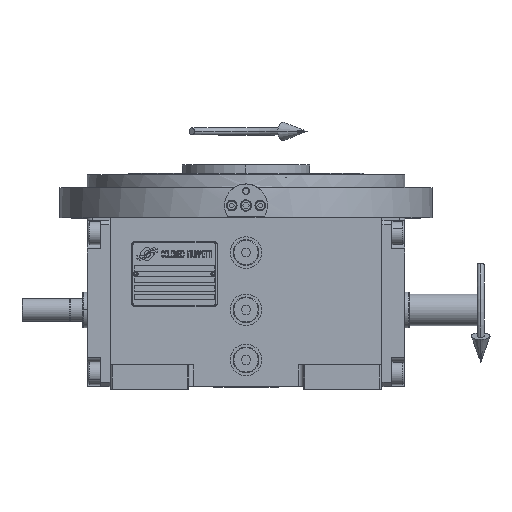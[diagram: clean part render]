
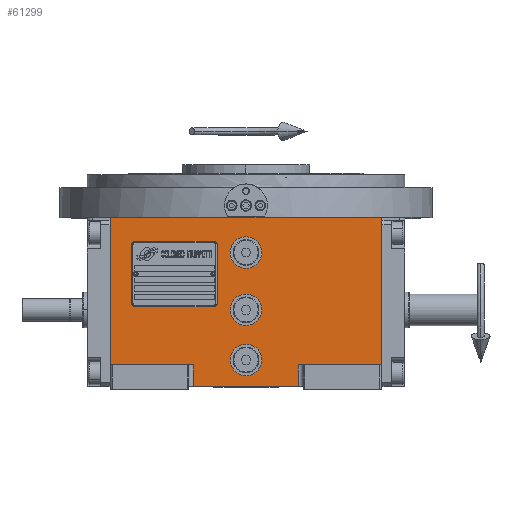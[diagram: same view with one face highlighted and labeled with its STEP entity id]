
A CAD part, top view. The second image highlights one B-rep face of the part: STEP entity #61299.
In plain terms, the highlighted planar face has unit normal (0, 0, 1).
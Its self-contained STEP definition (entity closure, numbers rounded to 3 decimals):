
#495 = EDGE_CURVE ( 'NONE', #25713, #4508, #22240, .T. ) ;
#693 = CIRCLE ( 'NONE', #21832, 11. ) ;
#806 = DIRECTION ( 'NONE',  ( 1., 0., 0. ) ) ;
#1071 = AXIS2_PLACEMENT_3D ( 'NONE', #32189, #53408, #52376 ) ;
#1330 = DIRECTION ( 'NONE',  ( 1., 0., 0. ) ) ;
#1468 = CIRCLE ( 'NONE', #21460, 11. ) ;
#4508 = VERTEX_POINT ( 'NONE', #5765 ) ;
#4528 = VERTEX_POINT ( 'NONE', #16213 ) ;
#5765 = CARTESIAN_POINT ( 'NONE',  ( 94.5, -38.5, 163.5 ) ) ;
#5957 = VERTEX_POINT ( 'NONE', #41928 ) ;
#6763 = EDGE_LOOP ( 'NONE', ( #14996, #57597, #22899, #51138, #31044, #30846, #55089, #26085 ) ) ;
#7476 = EDGE_CURVE ( 'NONE', #67404, #64489, #68483, .T. ) ;
#7732 = CIRCLE ( 'NONE', #1071, 11. ) ;
#7883 = ORIENTED_EDGE ( 'NONE', *, *, #35367, .F. ) ;
#7968 = VECTOR ( 'NONE', #12997, 1000. ) ;
#8342 = LINE ( 'NONE', #35854, #47559 ) ;
#8845 = ORIENTED_EDGE ( 'NONE', *, *, #9428, .F. ) ;
#9309 = DIRECTION ( 'NONE',  ( 0., 1., 0. ) ) ;
#9428 = EDGE_CURVE ( 'NONE', #65474, #18538, #693, .T. ) ;
#9764 = VERTEX_POINT ( 'NONE', #44943 ) ;
#12471 = CARTESIAN_POINT ( 'NONE',  ( 0., 0., 163.5 ) ) ;
#12997 = DIRECTION ( 'NONE',  ( 1., 0., 0. ) ) ;
#13309 = LINE ( 'NONE', #23756, #61075 ) ;
#13473 = DIRECTION ( 'NONE',  ( 0., -1., 0. ) ) ;
#14996 = ORIENTED_EDGE ( 'NONE', *, *, #66360, .T. ) ;
#15173 = EDGE_LOOP ( 'NONE', ( #7883, #27874 ) ) ;
#15272 = FACE_OUTER_BOUND ( 'NONE', #6763, .T. ) ;
#15751 = DIRECTION ( 'NONE',  ( 0., 0., 1. ) ) ;
#16213 = CARTESIAN_POINT ( 'NONE',  ( 11., 40., 163.5 ) ) ;
#17912 = VECTOR ( 'NONE', #13473, 1000. ) ;
#17978 = AXIS2_PLACEMENT_3D ( 'NONE', #50848, #51187, #28589 ) ;
#18207 = CARTESIAN_POINT ( 'NONE',  ( -94.5, 64.5, 163.5 ) ) ;
#18538 = VERTEX_POINT ( 'NONE', #43876 ) ;
#20983 = EDGE_CURVE ( 'NONE', #4528, #42458, #62452, .T. ) ;
#21098 = EDGE_CURVE ( 'NONE', #64489, #25491, #39117, .T. ) ;
#21198 = DIRECTION ( 'NONE',  ( 0., 0., 1. ) ) ;
#21308 = CIRCLE ( 'NONE', #17978, 11. ) ;
#21460 = AXIS2_PLACEMENT_3D ( 'NONE', #42442, #21198, #52904 ) ;
#21832 = AXIS2_PLACEMENT_3D ( 'NONE', #52329, #15751, #53357 ) ;
#22240 = LINE ( 'NONE', #27826, #48666 ) ;
#22899 = ORIENTED_EDGE ( 'NONE', *, *, #495, .T. ) ;
#23296 = LINE ( 'NONE', #30163, #23962 ) ;
#23607 = CARTESIAN_POINT ( 'NONE',  ( -11., 40., 163.5 ) ) ;
#23679 = ORIENTED_EDGE ( 'NONE', *, *, #40574, .F. ) ;
#23756 = CARTESIAN_POINT ( 'NONE',  ( -94.5, -38.5, 163.5 ) ) ;
#23867 = AXIS2_PLACEMENT_3D ( 'NONE', #37555, #68893, #52542 ) ;
#23962 = VECTOR ( 'NONE', #44520, 1000. ) ;
#24096 = ORIENTED_EDGE ( 'NONE', *, *, #20983, .F. ) ;
#24875 = EDGE_LOOP ( 'NONE', ( #24096, #47752 ) ) ;
#25251 = DIRECTION ( 'NONE',  ( 0., 1., 0. ) ) ;
#25291 = EDGE_CURVE ( 'NONE', #67404, #48830, #13309, .T. ) ;
#25491 = VERTEX_POINT ( 'NONE', #51940 ) ;
#25713 = VERTEX_POINT ( 'NONE', #56039 ) ;
#26085 = ORIENTED_EDGE ( 'NONE', *, *, #63697, .F. ) ;
#27826 = CARTESIAN_POINT ( 'NONE',  ( 37., -38.5, 163.5 ) ) ;
#27874 = ORIENTED_EDGE ( 'NONE', *, *, #40190, .F. ) ;
#28589 = DIRECTION ( 'NONE',  ( -1., 0., 0. ) ) ;
#30163 = CARTESIAN_POINT ( 'NONE',  ( -37., -53.5, 163.5 ) ) ;
#30846 = ORIENTED_EDGE ( 'NONE', *, *, #7476, .F. ) ;
#31044 = ORIENTED_EDGE ( 'NONE', *, *, #21098, .F. ) ;
#32189 = CARTESIAN_POINT ( 'NONE',  ( 0., 40., 163.5 ) ) ;
#32453 = CARTESIAN_POINT ( 'NONE',  ( 11., -35., 163.5 ) ) ;
#33667 = VECTOR ( 'NONE', #9309, 1000. ) ;
#34940 = VERTEX_POINT ( 'NONE', #32453 ) ;
#35104 = DIRECTION ( 'NONE',  ( -1., 0., 0. ) ) ;
#35367 = EDGE_CURVE ( 'NONE', #34940, #5957, #1468, .T. ) ;
#35854 = CARTESIAN_POINT ( 'NONE',  ( -37., -53.5, 163.5 ) ) ;
#36873 = FACE_BOUND ( 'NONE', #64601, .T. ) ;
#37377 = VERTEX_POINT ( 'NONE', #48418 ) ;
#37393 = CARTESIAN_POINT ( 'NONE',  ( 0., 40., 163.5 ) ) ;
#37555 = CARTESIAN_POINT ( 'NONE',  ( -94.5, -53.5, 163.5 ) ) ;
#39117 = LINE ( 'NONE', #18207, #7968 ) ;
#40190 = EDGE_CURVE ( 'NONE', #5957, #34940, #21308, .T. ) ;
#40574 = EDGE_CURVE ( 'NONE', #18538, #65474, #47708, .T. ) ;
#41307 = EDGE_CURVE ( 'NONE', #42458, #4528, #7732, .T. ) ;
#41343 = CARTESIAN_POINT ( 'NONE',  ( -94.5, -38.5, 163.5 ) ) ;
#41928 = CARTESIAN_POINT ( 'NONE',  ( -11., -35., 163.5 ) ) ;
#41934 = CARTESIAN_POINT ( 'NONE',  ( -94.5, -38.5, 163.5 ) ) ;
#42442 = CARTESIAN_POINT ( 'NONE',  ( 0., -35., 163.5 ) ) ;
#42458 = VERTEX_POINT ( 'NONE', #23607 ) ;
#42773 = FACE_BOUND ( 'NONE', #24875, .T. ) ;
#43876 = CARTESIAN_POINT ( 'NONE',  ( -11., 0., 163.5 ) ) ;
#44520 = DIRECTION ( 'NONE',  ( 0., 1., 0. ) ) ;
#44943 = CARTESIAN_POINT ( 'NONE',  ( 37., -53.5, 163.5 ) ) ;
#45779 = CARTESIAN_POINT ( 'NONE',  ( 94.5, -38.5, 163.5 ) ) ;
#45844 = LINE ( 'NONE', #66414, #17912 ) ;
#47300 = PLANE ( 'NONE',  #23867 ) ;
#47559 = VECTOR ( 'NONE', #56045, 1000. ) ;
#47708 = CIRCLE ( 'NONE', #55517, 11. ) ;
#47752 = ORIENTED_EDGE ( 'NONE', *, *, #41307, .F. ) ;
#48418 = CARTESIAN_POINT ( 'NONE',  ( -37., -53.5, 163.5 ) ) ;
#48666 = VECTOR ( 'NONE', #1330, 1000. ) ;
#48830 = VERTEX_POINT ( 'NONE', #63162 ) ;
#50325 = EDGE_CURVE ( 'NONE', #25713, #9764, #45844, .T. ) ;
#50848 = CARTESIAN_POINT ( 'NONE',  ( 0., -35., 163.5 ) ) ;
#51138 = ORIENTED_EDGE ( 'NONE', *, *, #59480, .T. ) ;
#51187 = DIRECTION ( 'NONE',  ( 0., 0., 1. ) ) ;
#51940 = CARTESIAN_POINT ( 'NONE',  ( 94.5, 64.5, 163.5 ) ) ;
#52329 = CARTESIAN_POINT ( 'NONE',  ( 0., 0., 163.5 ) ) ;
#52376 = DIRECTION ( 'NONE',  ( -1., 0., 0. ) ) ;
#52542 = DIRECTION ( 'NONE',  ( 1., 0., 0. ) ) ;
#52904 = DIRECTION ( 'NONE',  ( 1., 0., 0. ) ) ;
#53357 = DIRECTION ( 'NONE',  ( 1., 0., 0. ) ) ;
#53408 = DIRECTION ( 'NONE',  ( 0., 0., 1. ) ) ;
#54704 = AXIS2_PLACEMENT_3D ( 'NONE', #37393, #64197, #806 ) ;
#55083 = CARTESIAN_POINT ( 'NONE',  ( -94.5, 64.5, 163.5 ) ) ;
#55089 = ORIENTED_EDGE ( 'NONE', *, *, #25291, .T. ) ;
#55517 = AXIS2_PLACEMENT_3D ( 'NONE', #12471, #61195, #35104 ) ;
#55783 = DIRECTION ( 'NONE',  ( 1., 0., 0. ) ) ;
#56039 = CARTESIAN_POINT ( 'NONE',  ( 37., -38.5, 163.5 ) ) ;
#56045 = DIRECTION ( 'NONE',  ( 1., 0., 0. ) ) ;
#57597 = ORIENTED_EDGE ( 'NONE', *, *, #50325, .F. ) ;
#58947 = CARTESIAN_POINT ( 'NONE',  ( 11., 0., 163.5 ) ) ;
#59480 = EDGE_CURVE ( 'NONE', #4508, #25491, #67384, .T. ) ;
#61075 = VECTOR ( 'NONE', #55783, 1000. ) ;
#61195 = DIRECTION ( 'NONE',  ( 0., 0., 1. ) ) ;
#61299 = ADVANCED_FACE ( 'NONE', ( #36873, #62973, #42773, #15272 ), #47300, .T. ) ;
#61891 = VECTOR ( 'NONE', #25251, 1000. ) ;
#62452 = CIRCLE ( 'NONE', #54704, 11. ) ;
#62973 = FACE_BOUND ( 'NONE', #15173, .T. ) ;
#63162 = CARTESIAN_POINT ( 'NONE',  ( -37., -38.5, 163.5 ) ) ;
#63697 = EDGE_CURVE ( 'NONE', #37377, #48830, #23296, .T. ) ;
#64197 = DIRECTION ( 'NONE',  ( 0., 0., 1. ) ) ;
#64489 = VERTEX_POINT ( 'NONE', #55083 ) ;
#64601 = EDGE_LOOP ( 'NONE', ( #8845, #23679 ) ) ;
#65474 = VERTEX_POINT ( 'NONE', #58947 ) ;
#66360 = EDGE_CURVE ( 'NONE', #37377, #9764, #8342, .T. ) ;
#66414 = CARTESIAN_POINT ( 'NONE',  ( 37., -38.5, 163.5 ) ) ;
#67384 = LINE ( 'NONE', #45779, #61891 ) ;
#67404 = VERTEX_POINT ( 'NONE', #41934 ) ;
#68483 = LINE ( 'NONE', #41343, #33667 ) ;
#68893 = DIRECTION ( 'NONE',  ( 0., 0., 1. ) ) ;
